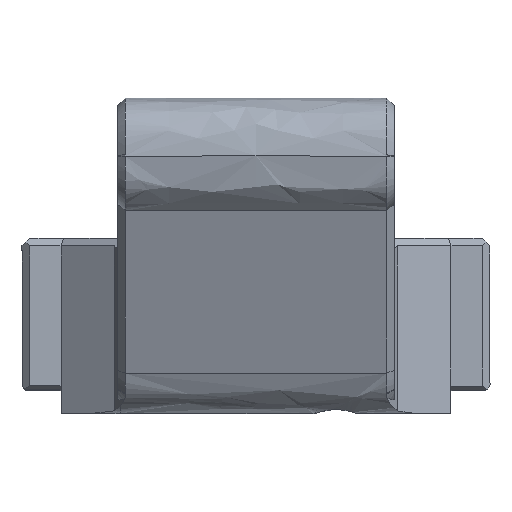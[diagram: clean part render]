
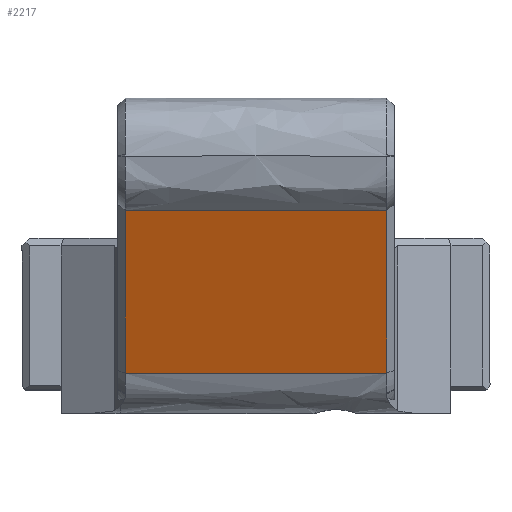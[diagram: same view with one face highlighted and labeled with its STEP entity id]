
A CAD part, top view. The second image highlights one B-rep face of the part: STEP entity #2217.
In plain terms, the highlighted planar face has unit normal (0, -0.355, 0.935).
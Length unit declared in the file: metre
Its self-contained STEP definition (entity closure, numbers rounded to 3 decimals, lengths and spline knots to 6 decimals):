
#100=B_SPLINE_CURVE_WITH_KNOTS('',3,(#3701,#3702,#3703,#3704),
 .UNSPECIFIED.,.F.,.F.,(4,4),(0.,1.),.UNSPECIFIED.);
#418=ORIENTED_EDGE('',*,*,#903,.T.);
#419=ORIENTED_EDGE('',*,*,#1021,.T.);
#420=ORIENTED_EDGE('',*,*,#911,.T.);
#421=ORIENTED_EDGE('',*,*,#1022,.T.);
#903=EDGE_CURVE('',#1229,#1230,#1410,.T.);
#911=EDGE_CURVE('',#1235,#1234,#1412,.T.);
#1021=EDGE_CURVE('',#1230,#1235,#100,.T.);
#1022=EDGE_CURVE('',#1234,#1229,#1507,.T.);
#1229=VERTEX_POINT('',#3349);
#1230=VERTEX_POINT('',#3359);
#1234=VERTEX_POINT('',#3392);
#1235=VERTEX_POINT('',#3399);
#1410=LINE('',#3360,#1622);
#1412=LINE('',#3398,#1624);
#1507=LINE('',#3705,#1719);
#1622=VECTOR('',#2519,1.);
#1624=VECTOR('',#2529,1.);
#1719=VECTOR('',#2696,1.);
#1856=EDGE_LOOP('',(#418,#419,#420,#421));
#1993=FACE_BOUND('',#1856,.T.);
#2118=PLANE('',#2361);
#2217=ADVANCED_FACE('',(#1993),#2118,.F.);
#2361=AXIS2_PLACEMENT_3D('',#3700,#2694,#2695);
#2519=DIRECTION('',(0.,0.935,0.355));
#2529=DIRECTION('',(0.,-0.935,-0.355));
#2694=DIRECTION('',(0.,0.355,-0.935));
#2695=DIRECTION('',(0.,0.935,0.355));
#2696=DIRECTION('',(1.,0.,0.));
#3349=CARTESIAN_POINT('',(0.02671,-0.073156,-0.03031));
#3359=CARTESIAN_POINT('',(0.02671,-0.064834,-0.027147));
#3360=CARTESIAN_POINT('',(0.02671,-0.066195,-0.027664));
#3392=CARTESIAN_POINT('',(0.01331,-0.07316,-0.030312));
#3398=CARTESIAN_POINT('',(0.01331,-0.073161,-0.030312));
#3399=CARTESIAN_POINT('',(0.01331,-0.064834,-0.027147));
#3700=CARTESIAN_POINT('',(0.02711,-0.066195,-0.027664));
#3701=CARTESIAN_POINT('',(0.02671,-0.064834,-0.027147));
#3702=CARTESIAN_POINT('',(0.022243,-0.064834,-0.027147));
#3703=CARTESIAN_POINT('',(0.017777,-0.064834,-0.027147));
#3704=CARTESIAN_POINT('',(0.01331,-0.064834,-0.027147));
#3705=CARTESIAN_POINT('',(0.02001,-0.073161,-0.030312));
